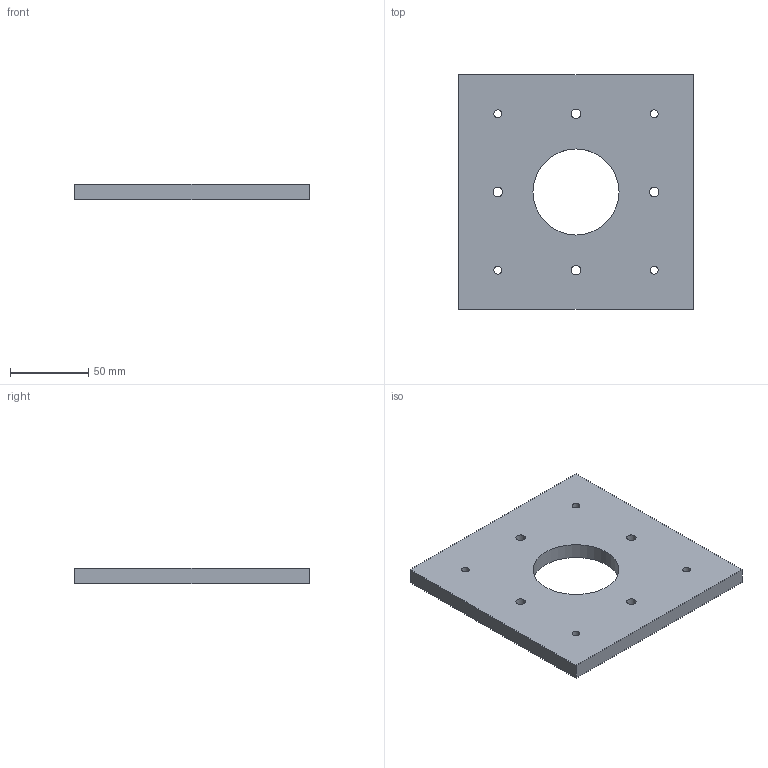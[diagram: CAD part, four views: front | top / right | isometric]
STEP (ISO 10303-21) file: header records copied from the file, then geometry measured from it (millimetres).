
FILE_DESCRIPTION(/* description */ (''),/* implementation_level */ '2;1');
FILE_NAME(/* name */ 'interrface camill.step',/* time_stamp */ '2022-12-13T16:24:57+01:00',/* author */ ('xavier morvan'),/* organization */ ('Unknown'),/* preprocessor_version */ 'ST-DEVELOPER v19',/* originating_system */ 'Autodesk Manufacturing Data Exchange Utility2023.0.0.918002',/* authorisation */ '');
FILE_SCHEMA (('AUTOMOTIVE_DESIGN { 1 0 10303 214 3 1 1 }'));
Length unit declared in the file: millimetre
Products named in the file (1): partANN::DOCUMENT
Bounding box: 150 x 150 x 10 mm (x, y, z)
Volume: 199321.8 mm3; surface area: 48962.5 mm2
Topology: 1 solids, 1 shells, 19 faces, 51 edges, 34 vertices
Faces by surface type: cylinder 9, plane 6, cone 4
Full cylindrical faces by diameter (mm): 5 x4, 6 x4, 55 x1
Entity records: 676 total; most frequent: DIRECTION 117, CARTESIAN_POINT 105, ORIENTED_EDGE 102, EDGE_CURVE 51, AXIS2_PLACEMENT_3D 46, EDGE_LOOP 37, VERTEX_POINT 34, CIRCLE 26
